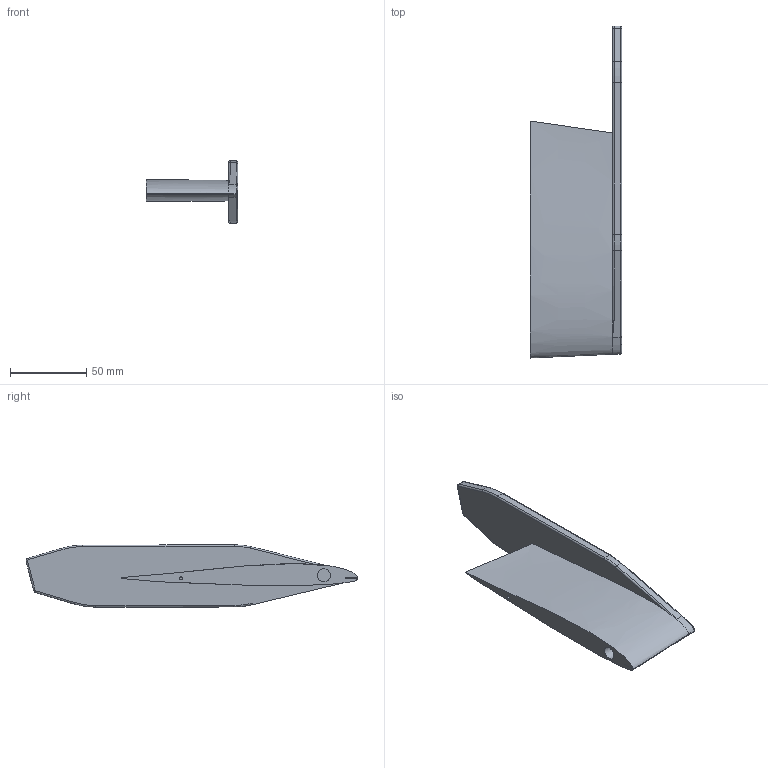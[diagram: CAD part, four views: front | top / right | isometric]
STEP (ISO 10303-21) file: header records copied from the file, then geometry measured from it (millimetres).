
FILE_DESCRIPTION(/* description */ (''),/* implementation_level */ '2;1');
FILE_NAME(/* name */ 'Wing left 4.step',/* time_stamp */ '2024-11-26T12:13:56+01:00',/* author */ (''),/* organization */ (''),/* preprocessor_version */ 'ST-DEVELOPER v20',/* originating_system */ 'Autodesk Translation Framework v13.20.0.188',/* authorisation */ '');
FILE_SCHEMA (('AUTOMOTIVE_DESIGN { 1 0 10303 214 3 1 1 }'));
Length unit declared in the file: millimetre
Products named in the file (1): Wing left 4
Bounding box: 60 x 218.25 x 40.96 mm (x, y, z)
Volume: 121704.1 mm3; surface area: 34515.5 mm2
Topology: 1 solids, 1 shells, 61 faces, 142 edges, 84 vertices
Faces by surface type: cylinder 21, plane 20, bspline 12, torus 8
Full cylindrical faces by diameter (mm): 2 x1, 8.6 x1
Entity records: 3212 total; most frequent: CARTESIAN_POINT 1872, ORIENTED_EDGE 280, DIRECTION 254, EDGE_CURVE 140, AXIS2_PLACEMENT_3D 94, VERTEX_POINT 84, LINE 66, VECTOR 66
